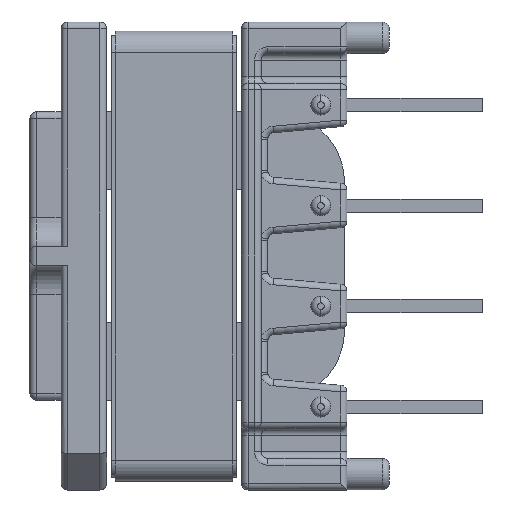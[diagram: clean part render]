
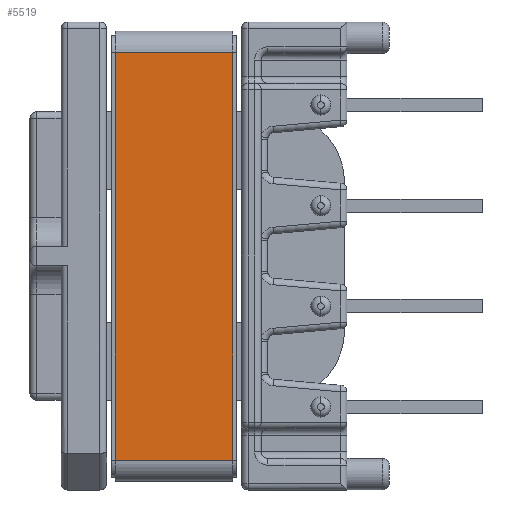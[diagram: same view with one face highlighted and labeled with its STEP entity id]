
A CAD part, left-side view. The second image highlights one B-rep face of the part: STEP entity #5519.
In plain terms, the highlighted planar face has unit normal (-1, 0, 0).
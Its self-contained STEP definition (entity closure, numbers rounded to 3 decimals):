
#433 = CARTESIAN_POINT ( 'NONE',  ( -0.16, -16.07, -4.45 ) ) ;
#699 = CARTESIAN_POINT ( 'NONE',  ( -0.16, -0.64, -4.45 ) ) ;
#990 = VERTEX_POINT ( 'NONE', #699 ) ;
#1235 = ORIENTED_EDGE ( 'NONE', *, *, #12427, .F. ) ;
#1747 = PLANE ( 'NONE',  #14471 ) ;
#1803 = DIRECTION ( 'NONE',  ( 0., -1., 0. ) ) ;
#1908 = EDGE_CURVE ( 'NONE', #9139, #14195, #8139, .T. ) ;
#2017 = CARTESIAN_POINT ( 'NONE',  ( -0.16, -16.07, -4.45 ) ) ;
#2084 = EDGE_LOOP ( 'NONE', ( #1235, #11196, #2276, #4198 ) ) ;
#2276 = ORIENTED_EDGE ( 'NONE', *, *, #3743, .T. ) ;
#2710 = VERTEX_POINT ( 'NONE', #10153 ) ;
#3581 = VECTOR ( 'NONE', #16758, 1000. ) ;
#3743 = EDGE_CURVE ( 'NONE', #990, #9139, #8479, .T. ) ;
#4198 = ORIENTED_EDGE ( 'NONE', *, *, #1908, .T. ) ;
#4536 = VECTOR ( 'NONE', #4758, 1000. ) ;
#4681 = CARTESIAN_POINT ( 'NONE',  ( -0.16, -16.07, 0. ) ) ;
#4758 = DIRECTION ( 'NONE',  ( 0., 0., 1. ) ) ;
#4802 = DIRECTION ( 'NONE',  ( 0., -1., 0. ) ) ;
#5052 = EDGE_CURVE ( 'NONE', #990, #2710, #16250, .T. ) ;
#5519 = ADVANCED_FACE ( 'NONE', ( #15150 ), #1747, .T. ) ;
#7388 = CARTESIAN_POINT ( 'NONE',  ( -0.16, -0.64, -4.45 ) ) ;
#7466 = CARTESIAN_POINT ( 'NONE',  ( -0.16, -16.07, -4.45 ) ) ;
#7750 = VECTOR ( 'NONE', #4802, 1000. ) ;
#8139 = LINE ( 'NONE', #2017, #4536 ) ;
#8479 = LINE ( 'NONE', #15441, #3581 ) ;
#9139 = VERTEX_POINT ( 'NONE', #7466 ) ;
#9377 = VECTOR ( 'NONE', #16975, 1000. ) ;
#9940 = DIRECTION ( 'NONE',  ( -1., 0., 0. ) ) ;
#10153 = CARTESIAN_POINT ( 'NONE',  ( -0.16, -0.64, 0. ) ) ;
#10262 = CARTESIAN_POINT ( 'NONE',  ( -0.16, -16.07, 0. ) ) ;
#11196 = ORIENTED_EDGE ( 'NONE', *, *, #5052, .F. ) ;
#12427 = EDGE_CURVE ( 'NONE', #2710, #14195, #15049, .T. ) ;
#14195 = VERTEX_POINT ( 'NONE', #4681 ) ;
#14471 = AXIS2_PLACEMENT_3D ( 'NONE', #433, #9940, #1803 ) ;
#15049 = LINE ( 'NONE', #10262, #7750 ) ;
#15150 = FACE_OUTER_BOUND ( 'NONE', #2084, .T. ) ;
#15441 = CARTESIAN_POINT ( 'NONE',  ( -0.16, -16.07, -4.45 ) ) ;
#16250 = LINE ( 'NONE', #7388, #9377 ) ;
#16758 = DIRECTION ( 'NONE',  ( 0., -1., 0. ) ) ;
#16975 = DIRECTION ( 'NONE',  ( 0., 0., 1. ) ) ;
